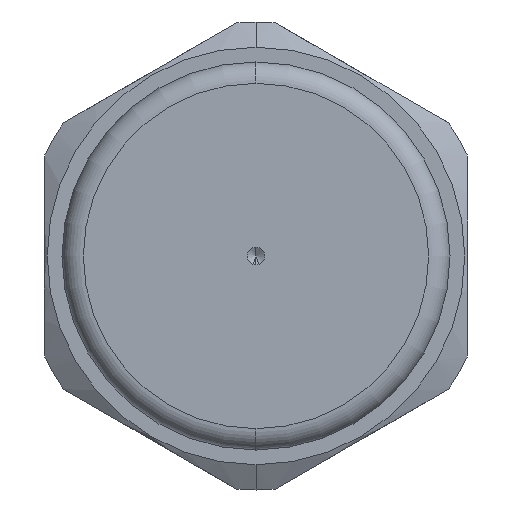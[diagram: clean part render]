
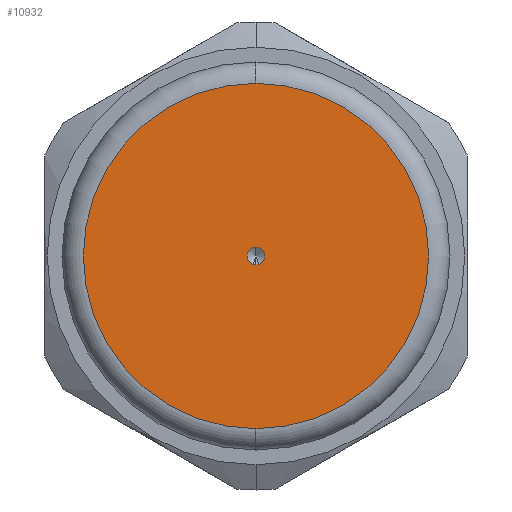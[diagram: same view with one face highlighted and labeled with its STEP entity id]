
A CAD part, left-side view. The second image highlights one B-rep face of the part: STEP entity #10932.
In plain terms, the highlighted planar face has unit normal (-1, 0, 0).
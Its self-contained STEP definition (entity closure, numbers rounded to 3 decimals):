
#423 = FACE_OUTER_BOUND ( 'NONE', #11935, .T. ) ;
#469 = ORIENTED_EDGE ( 'NONE', *, *, #10039, .T. ) ;
#558 = EDGE_LOOP ( 'NONE', ( #11920, #469 ) ) ;
#943 = DIRECTION ( 'NONE',  ( 0., 0., -1. ) ) ;
#1460 = CARTESIAN_POINT ( 'NONE',  ( -23., 0., 0.6 ) ) ;
#1920 = DIRECTION ( 'NONE',  ( 1., 0., 0. ) ) ;
#2510 = AXIS2_PLACEMENT_3D ( 'NONE', #14514, #3307, #13392 ) ;
#2519 = DIRECTION ( 'NONE',  ( -1., 0., 0. ) ) ;
#2726 = CARTESIAN_POINT ( 'NONE',  ( -23., 0., 11.658 ) ) ;
#3026 = EDGE_CURVE ( 'NONE', #4695, #11642, #12219, .T. ) ;
#3307 = DIRECTION ( 'NONE',  ( 1., 0., 0. ) ) ;
#3441 = EDGE_CURVE ( 'NONE', #4649, #6666, #9555, .T. ) ;
#3635 = DIRECTION ( 'NONE',  ( 1., 0., 0. ) ) ;
#3684 = CIRCLE ( 'NONE', #11440, 11.658 ) ;
#4208 = CARTESIAN_POINT ( 'NONE',  ( -23., 0., -0.6 ) ) ;
#4649 = VERTEX_POINT ( 'NONE', #4208 ) ;
#4681 = CIRCLE ( 'NONE', #2510, 0.6 ) ;
#4695 = VERTEX_POINT ( 'NONE', #12824 ) ;
#5808 = EDGE_CURVE ( 'NONE', #11642, #4695, #3684, .T. ) ;
#6450 = ORIENTED_EDGE ( 'NONE', *, *, #3026, .F. ) ;
#6493 = DIRECTION ( 'NONE',  ( 1., 0., 0. ) ) ;
#6666 = VERTEX_POINT ( 'NONE', #1460 ) ;
#6999 = DIRECTION ( 'NONE',  ( 0., 0., 1. ) ) ;
#7715 = DIRECTION ( 'NONE',  ( 0., 0., -1. ) ) ;
#8668 = CARTESIAN_POINT ( 'NONE',  ( -23., 0., 0. ) ) ;
#8780 = AXIS2_PLACEMENT_3D ( 'NONE', #10417, #2519, #6999 ) ;
#8933 = ORIENTED_EDGE ( 'NONE', *, *, #5808, .F. ) ;
#9301 = PLANE ( 'NONE',  #8780 ) ;
#9555 = CIRCLE ( 'NONE', #13501, 0.6 ) ;
#9871 = AXIS2_PLACEMENT_3D ( 'NONE', #8668, #6493, #943 ) ;
#10039 = EDGE_CURVE ( 'NONE', #6666, #4649, #4681, .T. ) ;
#10279 = CARTESIAN_POINT ( 'NONE',  ( -23., 0., 0. ) ) ;
#10417 = CARTESIAN_POINT ( 'NONE',  ( -23., 0., -0.6 ) ) ;
#10498 = FACE_BOUND ( 'NONE', #558, .T. ) ;
#10932 = ADVANCED_FACE ( 'NONE', ( #10498, #423 ), #9301, .T. ) ;
#11440 = AXIS2_PLACEMENT_3D ( 'NONE', #10279, #3635, #13854 ) ;
#11642 = VERTEX_POINT ( 'NONE', #2726 ) ;
#11920 = ORIENTED_EDGE ( 'NONE', *, *, #3441, .T. ) ;
#11935 = EDGE_LOOP ( 'NONE', ( #6450, #8933 ) ) ;
#12219 = CIRCLE ( 'NONE', #9871, 11.658 ) ;
#12824 = CARTESIAN_POINT ( 'NONE',  ( -23., 0., -11.658 ) ) ;
#13392 = DIRECTION ( 'NONE',  ( 0., 0., -1. ) ) ;
#13501 = AXIS2_PLACEMENT_3D ( 'NONE', #14431, #1920, #7715 ) ;
#13854 = DIRECTION ( 'NONE',  ( 0., 0., -1. ) ) ;
#14431 = CARTESIAN_POINT ( 'NONE',  ( -23., 0., 0. ) ) ;
#14514 = CARTESIAN_POINT ( 'NONE',  ( -23., 0., 0. ) ) ;
